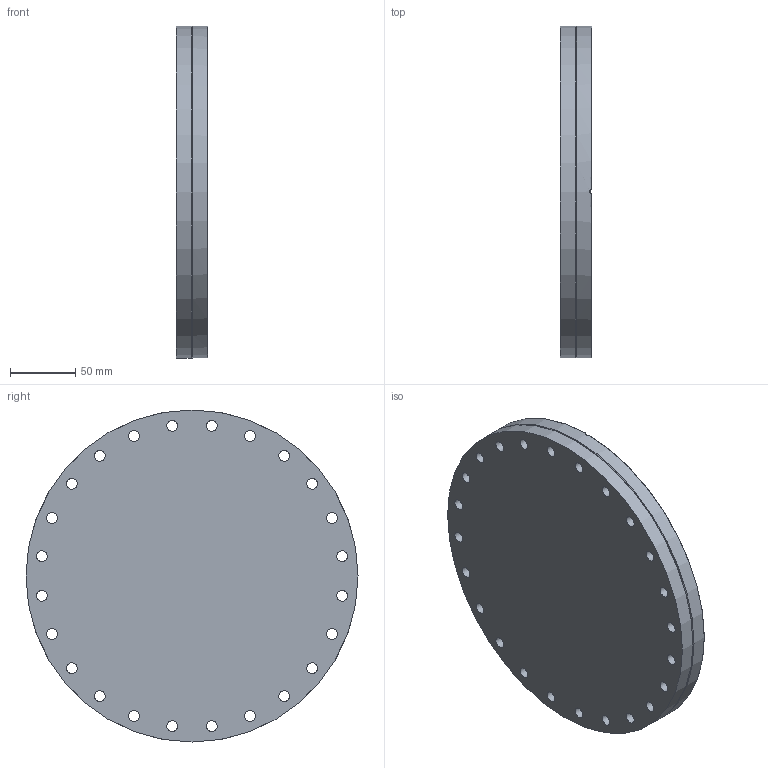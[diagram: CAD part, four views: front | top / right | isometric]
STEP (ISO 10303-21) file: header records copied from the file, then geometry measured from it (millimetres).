
FILE_DESCRIPTION (( 'STEP AP214' ), '1' );
FILE_NAME ('BP1CF200FULLVAC.STEP', '2025-07-09T08:46:21', ( '' ), ( '' ), 'SwSTEP 2.0', 'SolidWorks 2017', '' );
FILE_SCHEMA (( 'AUTOMOTIVE_DESIGN' ));
Length unit declared in the file: millimetre
Products named in the file (1): BP1CF200FULLVAC
Bounding box: 24 x 254 x 254 mm (x, y, z)
Volume: 1137366.4 mm3; surface area: 134490.7 mm2
Topology: 1 solids, 1 shells, 73 faces, 252 edges, 157 vertices
Faces by surface type: cylinder 36, torus 29, plane 4, cone 4
Full cylindrical faces by diameter (mm): 8.4 x24, 254 x2
Entity records: 2230 total; most frequent: CARTESIAN_POINT 464, DIRECTION 386, ORIENTED_EDGE 294, AXIS2_PLACEMENT_3D 189, EDGE_LOOP 152, EDGE_CURVE 147, FACE_OUTER_BOUND 124, CIRCLE 115
